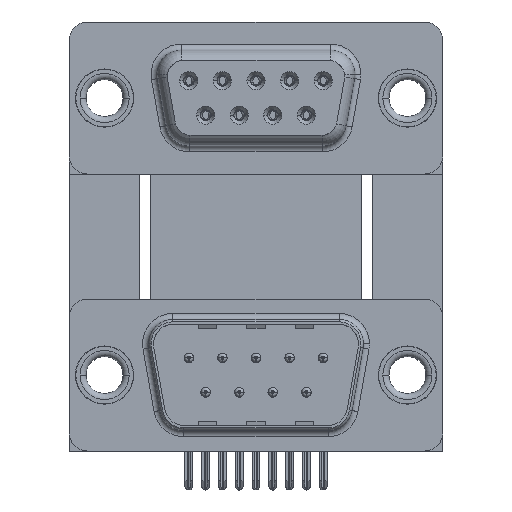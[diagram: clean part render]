
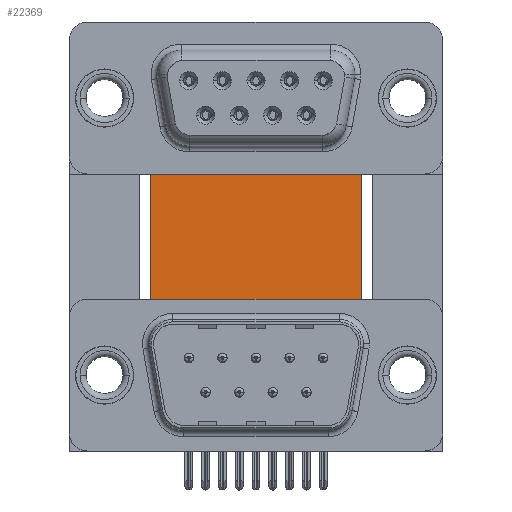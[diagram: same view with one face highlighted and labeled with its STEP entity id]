
A CAD part, top view. The second image highlights one B-rep face of the part: STEP entity #22369.
In plain terms, the highlighted planar face has unit normal (0, 0, 1).
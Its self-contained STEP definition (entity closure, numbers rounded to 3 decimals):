
#273 = CARTESIAN_POINT ( 'NONE',  ( 3.79, 16.585, -12. ) ) ;
#833 = VECTOR ( 'NONE', #22175, 1000. ) ;
#1407 = LINE ( 'NONE', #33790, #28072 ) ;
#1707 = LINE ( 'NONE', #9996, #2582 ) ;
#1771 = CARTESIAN_POINT ( 'NONE',  ( 2.9, -4.635, -12. ) ) ;
#2582 = VECTOR ( 'NONE', #20742, 1000. ) ;
#2930 = VERTEX_POINT ( 'NONE', #33411 ) ;
#3792 = VECTOR ( 'NONE', #16070, 1000. ) ;
#3848 = VERTEX_POINT ( 'NONE', #19631 ) ;
#4056 = CARTESIAN_POINT ( 'NONE',  ( 2.9, -4.635, -12. ) ) ;
#5283 = CARTESIAN_POINT ( 'NONE',  ( 3.79, 16.585, -12. ) ) ;
#5997 = ORIENTED_EDGE ( 'NONE', *, *, #23931, .F. ) ;
#7452 = EDGE_CURVE ( 'NONE', #3848, #29102, #24389, .T. ) ;
#7926 = LINE ( 'NONE', #18673, #9072 ) ;
#7946 = LINE ( 'NONE', #5283, #30215 ) ;
#7993 = CARTESIAN_POINT ( 'NONE',  ( 2.4, -4.635, -12. ) ) ;
#8053 = CARTESIAN_POINT ( 'NONE',  ( 2.4, -4.635, -12. ) ) ;
#9072 = VECTOR ( 'NONE', #16007, 1000. ) ;
#9806 = VECTOR ( 'NONE', #27651, 1000. ) ;
#9948 = VERTEX_POINT ( 'NONE', #31058 ) ;
#9996 = CARTESIAN_POINT ( 'NONE',  ( 2.9, -3.735, -12. ) ) ;
#10735 = CARTESIAN_POINT ( 'NONE',  ( 22.09, -4.635, -12. ) ) ;
#10878 = DIRECTION ( 'NONE',  ( 0., -1., 0. ) ) ;
#11784 = CARTESIAN_POINT ( 'NONE',  ( 22.59, -4.635, -12. ) ) ;
#11797 = LINE ( 'NONE', #22730, #17425 ) ;
#11967 = CARTESIAN_POINT ( 'NONE',  ( 21.2, 16.585, -12. ) ) ;
#11971 = ORIENTED_EDGE ( 'NONE', *, *, #22488, .T. ) ;
#12767 = LINE ( 'NONE', #15237, #9806 ) ;
#13681 = CARTESIAN_POINT ( 'NONE',  ( 22.09, -3.735, -12. ) ) ;
#13858 = ORIENTED_EDGE ( 'NONE', *, *, #32294, .T. ) ;
#14358 = EDGE_CURVE ( 'NONE', #29712, #3848, #7946, .T. ) ;
#14822 = AXIS2_PLACEMENT_3D ( 'NONE', #26768, #16196, #19198 ) ;
#15237 = CARTESIAN_POINT ( 'NONE',  ( 22.09, -4.635, -12. ) ) ;
#16007 = DIRECTION ( 'NONE',  ( 1., 0., 0. ) ) ;
#16070 = DIRECTION ( 'NONE',  ( -0.336, -0.942, 0. ) ) ;
#16196 = DIRECTION ( 'NONE',  ( 0., 0., -1. ) ) ;
#16334 = ORIENTED_EDGE ( 'NONE', *, *, #17183, .T. ) ;
#16539 = EDGE_CURVE ( 'NONE', #18052, #32328, #29891, .T. ) ;
#16554 = PLANE ( 'NONE',  #14822 ) ;
#17183 = EDGE_CURVE ( 'NONE', #29102, #25755, #33803, .T. ) ;
#17238 = EDGE_CURVE ( 'NONE', #9948, #18052, #7926, .T. ) ;
#17425 = VECTOR ( 'NONE', #22563, 1000. ) ;
#17458 = VECTOR ( 'NONE', #10878, 1000. ) ;
#17461 = VERTEX_POINT ( 'NONE', #11784 ) ;
#17514 = VECTOR ( 'NONE', #20449, 1000. ) ;
#17961 = ORIENTED_EDGE ( 'NONE', *, *, #29590, .T. ) ;
#18052 = VERTEX_POINT ( 'NONE', #26183 ) ;
#18673 = CARTESIAN_POINT ( 'NONE',  ( 3.79, -3.735, -12. ) ) ;
#19198 = DIRECTION ( 'NONE',  ( -1., 0., 0. ) ) ;
#19288 = ORIENTED_EDGE ( 'NONE', *, *, #14358, .T. ) ;
#19631 = CARTESIAN_POINT ( 'NONE',  ( 3.79, -0.735, -12. ) ) ;
#20449 = DIRECTION ( 'NONE',  ( 1., 0., 0. ) ) ;
#20742 = DIRECTION ( 'NONE',  ( 0., 1., 0. ) ) ;
#22175 = DIRECTION ( 'NONE',  ( 1., 0., 0. ) ) ;
#22369 = ADVANCED_FACE ( 'NONE', ( #32385 ), #16554, .F. ) ;
#22488 = EDGE_CURVE ( 'NONE', #32328, #17461, #12767, .T. ) ;
#22563 = DIRECTION ( 'NONE',  ( 0., -1., 0. ) ) ;
#22730 = CARTESIAN_POINT ( 'NONE',  ( 21.2, 16.585, -12. ) ) ;
#23931 = EDGE_CURVE ( 'NONE', #29712, #24929, #32181, .T. ) ;
#24303 = ORIENTED_EDGE ( 'NONE', *, *, #34721, .F. ) ;
#24389 = LINE ( 'NONE', #7993, #3792 ) ;
#24929 = VERTEX_POINT ( 'NONE', #11967 ) ;
#25755 = VERTEX_POINT ( 'NONE', #1771 ) ;
#25809 = EDGE_LOOP ( 'NONE', ( #33751, #30756, #11971, #13858, #24303, #5997, #19288, #33356, #16334, #17961 ) ) ;
#26183 = CARTESIAN_POINT ( 'NONE',  ( 22.09, -3.735, -12. ) ) ;
#26768 = CARTESIAN_POINT ( 'NONE',  ( 3.79, 16.585, -12. ) ) ;
#27651 = DIRECTION ( 'NONE',  ( 1., 0., 0. ) ) ;
#28072 = VECTOR ( 'NONE', #28193, 1000. ) ;
#28193 = DIRECTION ( 'NONE',  ( -0.336, 0.942, 0. ) ) ;
#29102 = VERTEX_POINT ( 'NONE', #8053 ) ;
#29548 = CARTESIAN_POINT ( 'NONE',  ( 3.79, 16.585, -12. ) ) ;
#29590 = EDGE_CURVE ( 'NONE', #25755, #9948, #1707, .T. ) ;
#29712 = VERTEX_POINT ( 'NONE', #273 ) ;
#29891 = LINE ( 'NONE', #13681, #17458 ) ;
#30215 = VECTOR ( 'NONE', #34675, 1000. ) ;
#30756 = ORIENTED_EDGE ( 'NONE', *, *, #16539, .T. ) ;
#31058 = CARTESIAN_POINT ( 'NONE',  ( 2.9, -3.735, -12. ) ) ;
#32181 = LINE ( 'NONE', #29548, #833 ) ;
#32294 = EDGE_CURVE ( 'NONE', #17461, #2930, #1407, .T. ) ;
#32328 = VERTEX_POINT ( 'NONE', #10735 ) ;
#32385 = FACE_OUTER_BOUND ( 'NONE', #25809, .T. ) ;
#33356 = ORIENTED_EDGE ( 'NONE', *, *, #7452, .T. ) ;
#33411 = CARTESIAN_POINT ( 'NONE',  ( 21.2, -0.735, -12. ) ) ;
#33751 = ORIENTED_EDGE ( 'NONE', *, *, #17238, .T. ) ;
#33790 = CARTESIAN_POINT ( 'NONE',  ( 22.59, -4.635, -12. ) ) ;
#33803 = LINE ( 'NONE', #4056, #17514 ) ;
#34675 = DIRECTION ( 'NONE',  ( 0., -1., 0. ) ) ;
#34721 = EDGE_CURVE ( 'NONE', #24929, #2930, #11797, .T. ) ;
